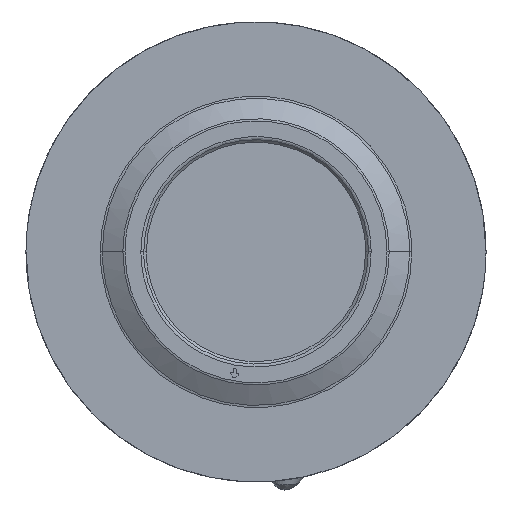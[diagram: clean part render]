
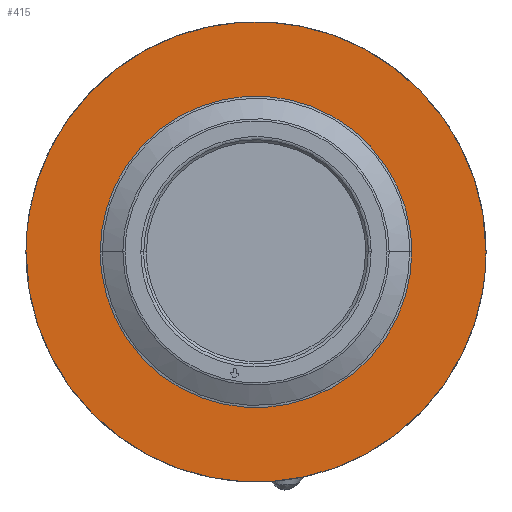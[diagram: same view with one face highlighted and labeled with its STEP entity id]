
A CAD part, top view. The second image highlights one B-rep face of the part: STEP entity #415.
In plain terms, the highlighted planar face has unit normal (0, 0, 1).
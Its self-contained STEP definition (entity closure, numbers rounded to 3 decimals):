
#415=ADVANCED_FACE($,(#626,#526),#2803,.T.);
#526=FACE_BOUND($,#835,.T.);
#626=FACE_OUTER_BOUND($,#834,.T.);
#834=EDGE_LOOP($,(#1371,#1372));
#835=EDGE_LOOP($,(#1373,#1374));
#1371=ORIENTED_EDGE($,*,*,#1979,.T.);
#1372=ORIENTED_EDGE($,*,*,#1971,.T.);
#1373=ORIENTED_EDGE($,*,*,#1981,.T.);
#1374=ORIENTED_EDGE($,*,*,#1982,.T.);
#1971=EDGE_CURVE($,#2399,#2398,#2895,.T.);
#1979=EDGE_CURVE($,#2398,#2399,#2903,.T.);
#1981=EDGE_CURVE($,#2405,#2406,#2905,.T.);
#1982=EDGE_CURVE($,#2406,#2405,#2906,.T.);
#2398=VERTEX_POINT($,#29656);
#2399=VERTEX_POINT($,#29657);
#2405=VERTEX_POINT($,#29663);
#2406=VERTEX_POINT($,#29664);
#2803=PLANE($,#6059);
#2895=(
BOUNDED_CURVE()
B_SPLINE_CURVE(2,(#29299,#29300,#29301,#29302,#29303),.UNSPECIFIED.,.F.,
.F.)
B_SPLINE_CURVE_WITH_KNOTS((3,2,3),(1726.619,2589.929,3453.239),
.UNSPECIFIED.)
CURVE()
GEOMETRIC_REPRESENTATION_ITEM()
RATIONAL_B_SPLINE_CURVE((1.,0.707,1.,0.707,1.))
REPRESENTATION_ITEM($)
);
#2903=(
BOUNDED_CURVE()
B_SPLINE_CURVE(2,(#29329,#29330,#29331,#29332,#29333),.UNSPECIFIED.,.F.,
.F.)
B_SPLINE_CURVE_WITH_KNOTS((3,2,3),(0.,863.31,1726.619),
.UNSPECIFIED.)
CURVE()
GEOMETRIC_REPRESENTATION_ITEM()
RATIONAL_B_SPLINE_CURVE((1.,0.707,1.,0.707,1.))
REPRESENTATION_ITEM($)
);
#2905=(
BOUNDED_CURVE()
B_SPLINE_CURVE(2,(#29339,#29340,#29341,#29342,#29343),.UNSPECIFIED.,.F.,
.F.)
B_SPLINE_CURVE_WITH_KNOTS((3,2,3),(0.,584.404,1168.807),
.UNSPECIFIED.)
CURVE()
GEOMETRIC_REPRESENTATION_ITEM()
RATIONAL_B_SPLINE_CURVE((1.,0.707,1.,0.707,1.))
REPRESENTATION_ITEM($)
);
#2906=(
BOUNDED_CURVE()
B_SPLINE_CURVE(2,(#29344,#29345,#29346,#29347,#29348),.UNSPECIFIED.,.F.,
.F.)
B_SPLINE_CURVE_WITH_KNOTS((3,2,3),(1168.807,1753.211,2337.615),
.UNSPECIFIED.)
CURVE()
GEOMETRIC_REPRESENTATION_ITEM()
RATIONAL_B_SPLINE_CURVE((1.,0.707,1.,0.707,1.))
REPRESENTATION_ITEM($)
);
#6059=AXIS2_PLACEMENT_3D($,#29523,#6177,$);
#6177=DIRECTION($,(0.,0.,1.));
#29299=CARTESIAN_POINT($,(-562.014,1.569,296.));
#29300=CARTESIAN_POINT($,(-562.014,-548.031,296.));
#29301=CARTESIAN_POINT($,(-12.414,-548.031,296.));
#29302=CARTESIAN_POINT($,(537.186,-548.031,296.));
#29303=CARTESIAN_POINT($,(537.186,1.569,296.));
#29329=CARTESIAN_POINT($,(537.186,1.569,296.));
#29330=CARTESIAN_POINT($,(537.186,551.169,296.));
#29331=CARTESIAN_POINT($,(-12.414,551.169,296.));
#29332=CARTESIAN_POINT($,(-562.014,551.169,296.));
#29333=CARTESIAN_POINT($,(-562.014,1.569,296.));
#29339=CARTESIAN_POINT($,(-384.457,1.569,296.));
#29340=CARTESIAN_POINT($,(-384.457,373.612,296.));
#29341=CARTESIAN_POINT($,(-12.414,373.612,296.));
#29342=CARTESIAN_POINT($,(359.629,373.612,296.));
#29343=CARTESIAN_POINT($,(359.629,1.569,296.));
#29344=CARTESIAN_POINT($,(359.629,1.569,296.));
#29345=CARTESIAN_POINT($,(359.629,-370.474,296.));
#29346=CARTESIAN_POINT($,(-12.414,-370.474,296.));
#29347=CARTESIAN_POINT($,(-384.457,-370.474,296.));
#29348=CARTESIAN_POINT($,(-384.457,1.569,296.));
#29523=CARTESIAN_POINT($,(-562.014,-548.031,296.));
#29656=CARTESIAN_POINT($,(537.186,1.569,296.));
#29657=CARTESIAN_POINT($,(-562.014,1.569,296.));
#29663=CARTESIAN_POINT($,(-384.457,1.569,296.));
#29664=CARTESIAN_POINT($,(359.629,1.569,296.));
